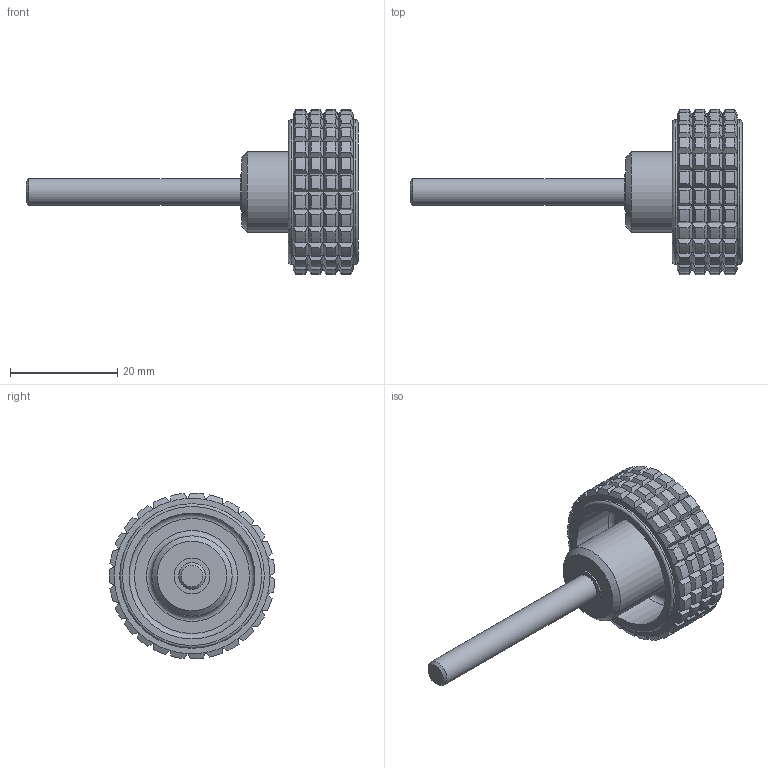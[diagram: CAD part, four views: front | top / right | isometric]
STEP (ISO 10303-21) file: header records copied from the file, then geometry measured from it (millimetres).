
FILE_DESCRIPTION(/* description */ ('VOLANTINO LOBI D.30 . . FIL. M5 L=40MM'),/* implementation_level */ '2;1');
FILE_NAME(/* name */ 'CVOLO0000008.stp',/* time_stamp */ '2018-11-08T16:42:22+01:00',/* author */ ('fzagni'),/* organization */ (''),/* preprocessor_version */ 'ST-DEVELOPER v16.1',/* originating_system */ 'Autodesk Inventor 2016',/* authorisation */ '');
FILE_SCHEMA (('AUTOMOTIVE_DESIGN { 1 0 10303 214 3 1 1 }'));
Length unit declared in the file: millimetre
Products named in the file (1): CVOLO0000008
Bounding box: 62 x 30.98 x 30.99 mm (x, y, z)
Volume: 8826.1 mm3; surface area: 5286.9 mm2
Topology: 1 solids, 1 shells, 562 faces, 1141 edges, 588 vertices
Faces by surface type: plane 225, cone 219, cylinder 114, torus 4
Full cylindrical faces by diameter (mm): 5 x1, 6.667 x1, 15 x1, 23.5 x1, 27 x2
Entity records: 14451 total; most frequent: CARTESIAN_POINT 3573, ORIENTED_EDGE 2254, DIRECTION 2192, EDGE_CURVE 1127, AXIS2_PLACEMENT_3D 934, VERTEX_POINT 587, EDGE_LOOP 582, FACE_OUTER_BOUND 562
